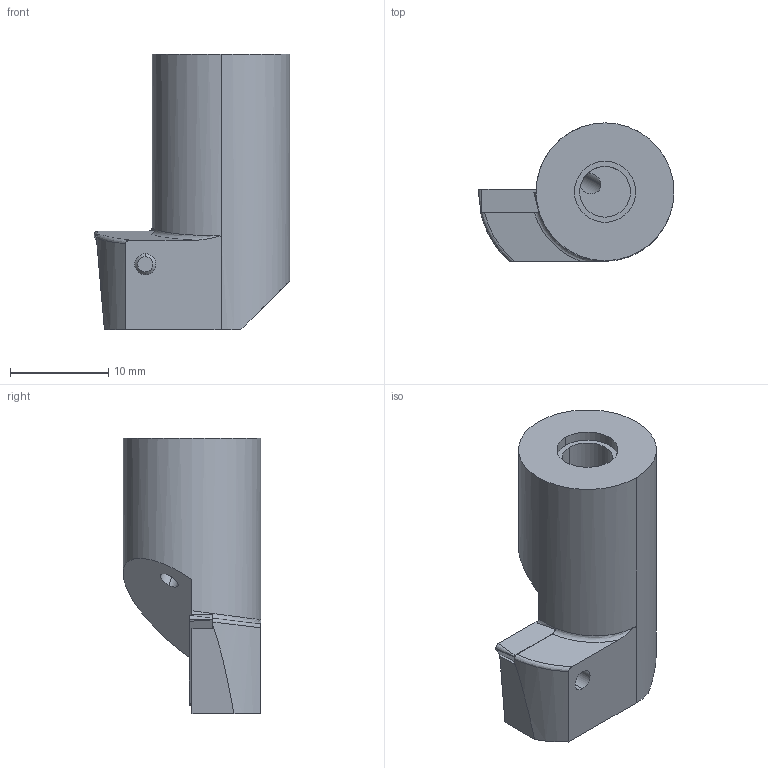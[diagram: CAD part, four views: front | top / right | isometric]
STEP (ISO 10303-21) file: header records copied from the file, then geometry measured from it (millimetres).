
FILE_DESCRIPTION(('no description'),'unknown implementation level');
FILE_NAME('56EC685B-E7CD-4AF4-9706-DDE99E1A9E86_export.stp',' ',('CIMSOURCE GmbH'),('CADClick - KiM GmbH - www.kimweb.de'),'unknown preprocess','ACIS','unknown authorization');
FILE_SCHEMA(('automotive_design'));
Length unit declared in the file: millimetre
Products named in the file (3): 615.405 Kaiser WPH E26 TC11R|655.383 Kaiser TCGT 110204 K10C;Kombinieren1; 615.405 Kaiser WPH E26 TC11R|694.122 Kaiser ETL M2.5x6.5 T7 IP 10S_309.301;Kreismuster1; 615.405 Kaiser WPH E26 TC11R|615.405 Kaiser WPH E26 TC11R;Fillet1
Bounding box: 19.9 x 14 x 28 mm (x, y, z)
Volume: 3547.2 mm3; surface area: 2068.9 mm2
Topology: 3 solids, 3 shells, 96 faces, 243 edges, 155 vertices
Faces by surface type: cylinder 37, plane 34, cone 19, torus 4, bspline 2
Entity records: 7509 total; most frequent: CARTESIAN_POINT 2272, DIRECTION 543, STYLED_ITEM 497, PRESENTATION_STYLE_ASSIGNMENT 497, COLOUR_RGB 497, ORIENTED_EDGE 486, EDGE_CURVE 243, CURVE_STYLE 243
